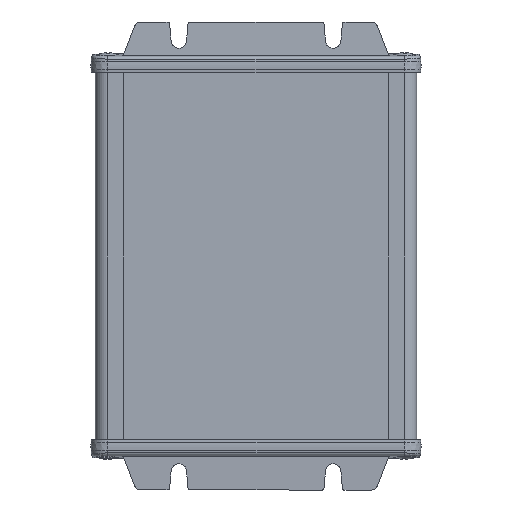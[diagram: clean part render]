
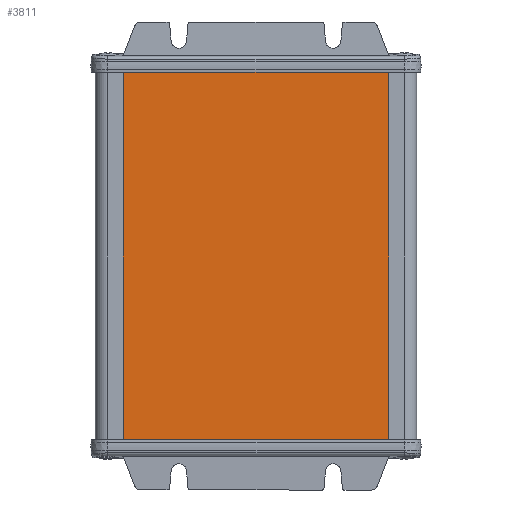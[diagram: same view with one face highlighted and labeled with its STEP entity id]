
A CAD part, front view. The second image highlights one B-rep face of the part: STEP entity #3811.
In plain terms, the highlighted planar face has unit normal (0, -1, 0).
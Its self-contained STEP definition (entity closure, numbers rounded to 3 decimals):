
#1286=CARTESIAN_POINT('',(43.0,-15.25,60.0));
#1287=VERTEX_POINT('',#1286);
#1294=CARTESIAN_POINT('',(43.0,-15.25,-60.0));
#1295=VERTEX_POINT('',#1294);
#1296=CARTESIAN_POINT('',(43.0,-15.25,-60.0));
#1297=DIRECTION('',(0.0,0.0,1.0));
#1298=VECTOR('',#1297,120.0);
#1299=LINE('',#1296,#1298);
#1300=EDGE_CURVE('',#1295,#1287,#1299,.T.);
#3764=CARTESIAN_POINT('',(-43.0,-15.25,60.0));
#3765=VERTEX_POINT('',#3764);
#3773=CARTESIAN_POINT('',(-43.0,-15.25,-60.0));
#3774=VERTEX_POINT('',#3773);
#3781=CARTESIAN_POINT('',(-43.0,-15.25,-60.0));
#3782=DIRECTION('',(0.0,0.0,1.0));
#3783=VECTOR('',#3782,120.0);
#3784=LINE('',#3781,#3783);
#3785=EDGE_CURVE('',#3774,#3765,#3784,.T.);
#3790=CARTESIAN_POINT('',(-43.0,-15.25,0.0));
#3791=DIRECTION('',(0.0,1.0,0.0));
#3792=DIRECTION('',(0.0,0.0,1.0));
#3793=AXIS2_PLACEMENT_3D('',#3790,#3791,#3792);
#3794=PLANE('',#3793);
#3795=CARTESIAN_POINT('',(-43.0,-15.25,60.0));
#3796=DIRECTION('',(1.0,0.0,0.0));
#3797=VECTOR('',#3796,86.0);
#3798=LINE('',#3795,#3797);
#3799=EDGE_CURVE('',#3765,#1287,#3798,.T.);
#3800=ORIENTED_EDGE('',*,*,#3799,.F.);
#3801=ORIENTED_EDGE('',*,*,#3785,.F.);
#3802=CARTESIAN_POINT('',(-43.0,-15.25,-60.0));
#3803=DIRECTION('',(1.0,0.0,0.0));
#3804=VECTOR('',#3803,86.0);
#3805=LINE('',#3802,#3804);
#3806=EDGE_CURVE('',#3774,#1295,#3805,.T.);
#3807=ORIENTED_EDGE('',*,*,#3806,.T.);
#3808=ORIENTED_EDGE('',*,*,#1300,.T.);
#3809=EDGE_LOOP('',(#3800,#3801,#3807,#3808));
#3810=FACE_OUTER_BOUND('',#3809,.T.);
#3811=ADVANCED_FACE('',(#3810),#3794,.F.);
